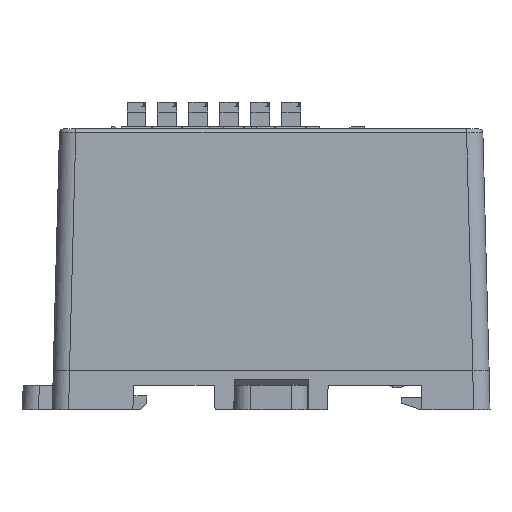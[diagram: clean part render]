
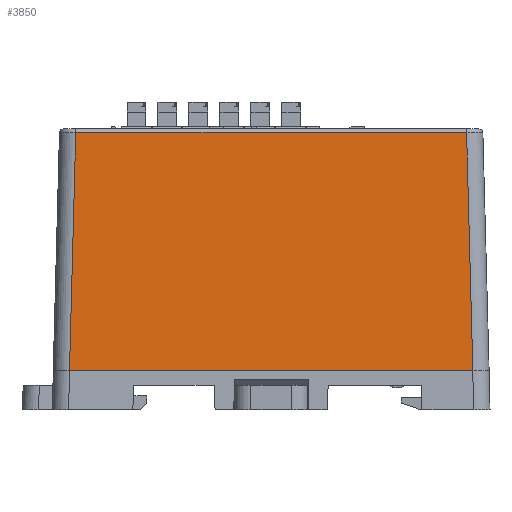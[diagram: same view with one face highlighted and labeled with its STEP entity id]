
A CAD part, left-side view. The second image highlights one B-rep face of the part: STEP entity #3850.
In plain terms, the highlighted planar face has unit normal (-1, 0, 0.026).
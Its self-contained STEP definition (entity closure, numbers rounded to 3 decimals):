
#1307=FACE_OUTER_BOUND('',#10275,.T.);
#3850=ADVANCED_FACE('',(#1307),#6630,.T.);
#6630=PLANE('',#54052);
#10275=EDGE_LOOP('',(#13971,#13972,#13973,#13974));
#13971=ORIENTED_EDGE('',*,*,#34249,.T.);
#13972=ORIENTED_EDGE('',*,*,#34250,.T.);
#13973=ORIENTED_EDGE('',*,*,#34251,.T.);
#13974=ORIENTED_EDGE('',*,*,#33943,.F.);
#28883=VERTEX_POINT('',#72191);
#28884=VERTEX_POINT('',#72193);
#29150=VERTEX_POINT('',#76968);
#29151=VERTEX_POINT('',#76970);
#33943=EDGE_CURVE('',#28883,#28884,#41606,.T.);
#34249=EDGE_CURVE('',#28883,#29150,#41862,.T.);
#34250=EDGE_CURVE('',#29150,#29151,#41863,.T.);
#34251=EDGE_CURVE('',#29151,#28884,#41864,.T.);
#41606=LINE('',#72192,#47890);
#41862=LINE('',#76967,#48146);
#41863=LINE('',#76969,#48147);
#41864=LINE('',#76971,#48148);
#47890=VECTOR('',#58067,1.);
#48146=VECTOR('',#58483,1.);
#48147=VECTOR('',#58484,1.);
#48148=VECTOR('',#58485,1.);
#54052=AXIS2_PLACEMENT_3D('',#76972,#58486,#58487);
#58067=DIRECTION('',(0.,1.,0.));
#58483=DIRECTION('',(0.026,0.026,0.999));
#58484=DIRECTION('',(0.,1.,0.));
#58485=DIRECTION('',(-0.026,0.026,-0.999));
#58486=DIRECTION('',(-1.,0.,0.026));
#58487=DIRECTION('',(0.026,0.,1.));
#72191=CARTESIAN_POINT('',(-858.772,7.279,-67.22));
#72192=CARTESIAN_POINT('',(-858.772,58.764,-67.22));
#72193=CARTESIAN_POINT('',(-858.772,56.848,-67.22));
#76967=CARTESIAN_POINT('',(-858.721,7.329,-65.286));
#76968=CARTESIAN_POINT('',(-858.007,8.044,-38.007));
#76969=CARTESIAN_POINT('',(-858.007,56.07,-38.007));
#76970=CARTESIAN_POINT('',(-858.007,56.083,-38.007));
#76971=CARTESIAN_POINT('',(-858.739,56.816,-65.972));
#76972=CARTESIAN_POINT('',(-858.737,31.563,-65.92));
